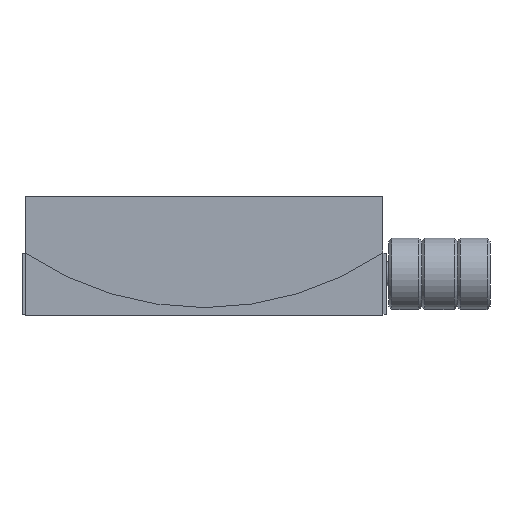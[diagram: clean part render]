
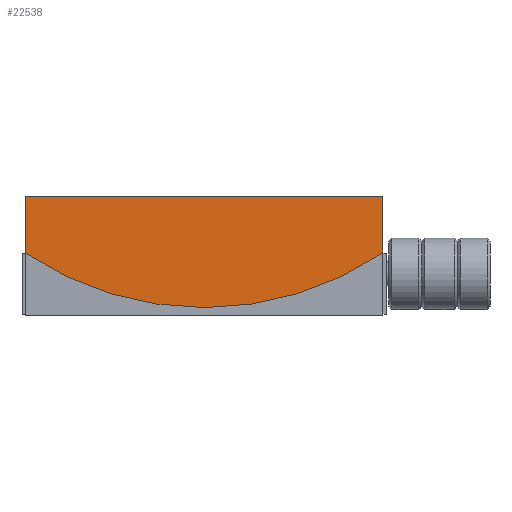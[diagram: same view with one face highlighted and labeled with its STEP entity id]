
A CAD part, front view. The second image highlights one B-rep face of the part: STEP entity #22538.
In plain terms, the highlighted planar face has unit normal (0, -1, 0).
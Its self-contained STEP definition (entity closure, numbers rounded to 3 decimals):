
#5752 = DIRECTION ( 'NONE',  ( 0., 0., -1. ) ) ;
#5753 = VECTOR ( 'NONE', #5752, 1000. ) ;
#5756 = CARTESIAN_POINT ( 'NONE',  ( 30., -30., 2.75 ) ) ;
#5757 = LINE ( 'NONE', #5756, #5753 ) ;
#5997 = PLANE ( 'NONE',  #6105 ) ;
#5998 = FACE_OUTER_BOUND ( 'NONE', #22539, .T. ) ;
#6000 = DIRECTION ( 'NONE',  ( 0., 0., -1. ) ) ;
#6001 = VECTOR ( 'NONE', #6000, 1000. ) ;
#6002 = CARTESIAN_POINT ( 'NONE',  ( -30., -30., 2.75 ) ) ;
#6003 = LINE ( 'NONE', #6002, #6001 ) ;
#6092 = DIRECTION ( 'NONE',  ( 0., 0., -1. ) ) ;
#6093 = DIRECTION ( 'NONE',  ( 0., -1., 0. ) ) ;
#6094 = CARTESIAN_POINT ( 'NONE',  ( 0., -30., 47.25 ) ) ;
#6095 = AXIS2_PLACEMENT_3D ( 'NONE', #6094, #6093, #6092 ) ;
#6096 = CIRCLE ( 'NONE', #6095, 53.668 ) ;
#6102 = DIRECTION ( 'NONE',  ( 0., 0., -1. ) ) ;
#6103 = DIRECTION ( 'NONE',  ( 0., -1., 0. ) ) ;
#6104 = CARTESIAN_POINT ( 'NONE',  ( -90.747, -30., 2.75 ) ) ;
#6105 = AXIS2_PLACEMENT_3D ( 'NONE', #6104, #6103, #6102 ) ;
#6547 = DIRECTION ( 'NONE',  ( 1., 0., 0. ) ) ;
#6548 = VECTOR ( 'NONE', #6547, 1000. ) ;
#6549 = CARTESIAN_POINT ( 'NONE',  ( -90.747, -30., 12.25 ) ) ;
#6550 = LINE ( 'NONE', #6549, #6548 ) ;
#6594 = CARTESIAN_POINT ( 'NONE',  ( 30., -30., 12.25 ) ) ;
#6595 = CARTESIAN_POINT ( 'NONE',  ( -30., -30., 12.25 ) ) ;
#6596 = CARTESIAN_POINT ( 'NONE',  ( 30., -30., 2.75 ) ) ;
#9599 = DIRECTION ( 'NONE',  ( 0., 0., -1. ) ) ;
#9600 = DIRECTION ( 'NONE',  ( 0., -1., 0. ) ) ;
#9601 = CARTESIAN_POINT ( 'NONE',  ( 0., -30., 47.25 ) ) ;
#9602 = AXIS2_PLACEMENT_3D ( 'NONE', #9601, #9600, #9599 ) ;
#9603 = CIRCLE ( 'NONE', #9602, 53.668 ) ;
#9604 = CARTESIAN_POINT ( 'NONE',  ( 0., -30., -6.418 ) ) ;
#9670 = CARTESIAN_POINT ( 'NONE',  ( -30., -30., 2.75 ) ) ;
#21407 = VERTEX_POINT ( 'NONE', #9604 ) ;
#21409 = EDGE_CURVE ( 'NONE', #21447, #21407, #9603, .T. ) ;
#21447 = VERTEX_POINT ( 'NONE', #9670 ) ;
#22441 = EDGE_CURVE ( 'NONE', #22638, #22633, #5757, .T. ) ;
#22443 = ORIENTED_EDGE ( 'NONE', *, *, #22441, .F. ) ;
#22535 = EDGE_CURVE ( 'NONE', #22637, #21447, #6003, .T. ) ;
#22538 = ADVANCED_FACE ( 'NONE', ( #5998 ), #5997, .T. ) ;
#22539 = EDGE_LOOP ( 'NONE', ( #22540, #22541, #22542, #22543, #22443 ) ) ;
#22540 = ORIENTED_EDGE ( 'NONE', *, *, #22621, .F. ) ;
#22541 = ORIENTED_EDGE ( 'NONE', *, *, #22535, .T. ) ;
#22542 = ORIENTED_EDGE ( 'NONE', *, *, #21409, .T. ) ;
#22543 = ORIENTED_EDGE ( 'NONE', *, *, #22544, .T. ) ;
#22544 = EDGE_CURVE ( 'NONE', #21407, #22633, #6096, .T. ) ;
#22621 = EDGE_CURVE ( 'NONE', #22637, #22638, #6550, .T. ) ;
#22633 = VERTEX_POINT ( 'NONE', #6596 ) ;
#22637 = VERTEX_POINT ( 'NONE', #6595 ) ;
#22638 = VERTEX_POINT ( 'NONE', #6594 ) ;
